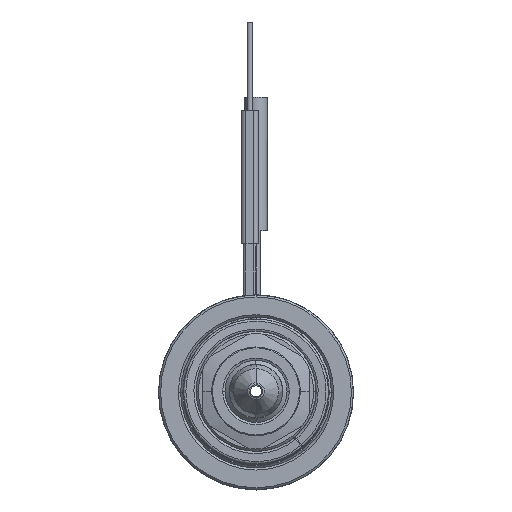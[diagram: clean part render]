
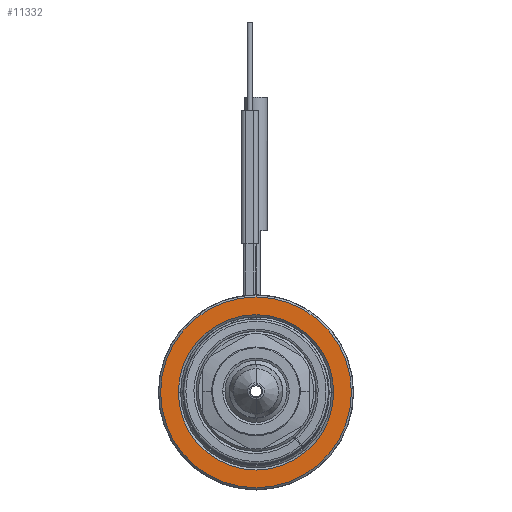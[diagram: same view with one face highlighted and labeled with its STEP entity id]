
A CAD part, top view. The second image highlights one B-rep face of the part: STEP entity #11332.
In plain terms, the highlighted planar face has unit normal (0, 0, 1).
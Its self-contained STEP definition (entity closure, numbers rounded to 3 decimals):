
#2581=CARTESIAN_POINT('',(0.,0.,
40.));
#2582=DIRECTION('',(0.,0.,-1.));
#2583=DIRECTION('',(1.,0.,0.));
#2584=AXIS2_PLACEMENT_3D('',#2581,#2582,#2583);
#2586=CARTESIAN_POINT('',(0.,0.,
40.));
#2587=DIRECTION('',(0.,0.,-1.));
#2588=DIRECTION('',(0.,-1.,0.));
#2589=AXIS2_PLACEMENT_3D('',#2586,#2587,#2588);
#2591=CARTESIAN_POINT('',(0.,0.,40.));
#2592=DIRECTION('',(0.,0.,-1.));
#2593=DIRECTION('',(-1.,0.,0.));
#2594=AXIS2_PLACEMENT_3D('',#2591,#2592,#2593);
#2596=CARTESIAN_POINT('',(0.,0.,40.));
#2597=DIRECTION('',(0.,0.,-1.));
#2598=DIRECTION('',(0.,1.,0.));
#2599=AXIS2_PLACEMENT_3D('',#2596,#2597,#2598);
#2601=CARTESIAN_POINT('',(0.,0.,
40.));
#2602=DIRECTION('',(0.,0.,1.));
#2603=DIRECTION('',(-1.,0.,0.));
#2604=AXIS2_PLACEMENT_3D('',#2601,#2602,#2603);
#2606=CARTESIAN_POINT('',(0.,0.,
40.));
#2607=DIRECTION('',(0.,0.,1.));
#2608=DIRECTION('',(0.,-1.,0.));
#2609=AXIS2_PLACEMENT_3D('',#2606,#2607,#2608);
#2611=CARTESIAN_POINT('',(0.,0.,
40.));
#2612=DIRECTION('',(0.,0.,1.));
#2613=DIRECTION('',(1.,0.,0.));
#2614=AXIS2_PLACEMENT_3D('',#2611,#2612,#2613);
#2616=CARTESIAN_POINT('',(0.,0.,
40.));
#2617=DIRECTION('',(0.,0.,1.));
#2618=DIRECTION('',(0.,1.,0.));
#2619=AXIS2_PLACEMENT_3D('',#2616,#2617,#2618);
#6255=CARTESIAN_POINT('',(0.,-17.5,
40.));
#6256=CARTESIAN_POINT('',(17.5,0.,
40.));
#6257=VERTEX_POINT('',#6255);
#6258=VERTEX_POINT('',#6256);
#6259=CARTESIAN_POINT('',(-17.5,0.,
40.));
#6260=VERTEX_POINT('',#6259);
#6261=CARTESIAN_POINT('',(21.5,0.,
40.));
#6262=CARTESIAN_POINT('',(0.,-21.5,
40.));
#6263=VERTEX_POINT('',#6261);
#6264=VERTEX_POINT('',#6262);
#6265=CARTESIAN_POINT('',(-21.5,0.,
40.));
#6266=VERTEX_POINT('',#6265);
#6267=CARTESIAN_POINT('',(0.,21.5,
40.));
#6268=VERTEX_POINT('',#6267);
#6269=CARTESIAN_POINT('',(0.,17.5,
40.));
#6270=VERTEX_POINT('',#6269);
#11311=CARTESIAN_POINT('',(0.,0.,40.));
#11312=DIRECTION('',(0.,0.,1.));
#11313=DIRECTION('',(-1.,0.,0.));
#11314=AXIS2_PLACEMENT_3D('',#11311,#11312,#11313);
#11315=PLANE('',#11314);
#11316=ORIENTED_EDGE('',*,*,#11291,.T.);
#11317=ORIENTED_EDGE('',*,*,#11289,.T.);
#11318=ORIENTED_EDGE('',*,*,#11270,.T.);
#11319=ORIENTED_EDGE('',*,*,#11268,.T.);
#11320=EDGE_LOOP('',(#11316,#11317,#11318,#11319));
#11321=FACE_OUTER_BOUND('',#11320,.F.);
#11323=ORIENTED_EDGE('',*,*,#11322,.T.);
#11325=ORIENTED_EDGE('',*,*,#11324,.T.);
#11327=ORIENTED_EDGE('',*,*,#11326,.T.);
#11329=ORIENTED_EDGE('',*,*,#11328,.T.);
#11330=EDGE_LOOP('',(#11323,#11325,#11327,#11329));
#11331=FACE_BOUND('',#11330,.F.);
#2585=CIRCLE('',#2584,21.5);
#2590=CIRCLE('',#2589,21.5);
#2595=CIRCLE('',#2594,21.5);
#2600=CIRCLE('',#2599,21.5);
#2605=CIRCLE('',#2604,17.5);
#2610=CIRCLE('',#2609,17.5);
#2615=CIRCLE('',#2614,17.5);
#2620=CIRCLE('',#2619,17.5);
#11268=EDGE_CURVE('',#6268,#6263,#2600,.T.);
#11270=EDGE_CURVE('',#6266,#6268,#2595,.T.);
#11289=EDGE_CURVE('',#6264,#6266,#2590,.T.);
#11291=EDGE_CURVE('',#6263,#6264,#2585,.T.);
#11322=EDGE_CURVE('',#6260,#6257,#2605,.T.);
#11324=EDGE_CURVE('',#6257,#6258,#2610,.T.);
#11326=EDGE_CURVE('',#6258,#6270,#2615,.T.);
#11328=EDGE_CURVE('',#6270,#6260,#2620,.T.);
#11332=ADVANCED_FACE('',(#11321,#11331),#11315,.T.);
